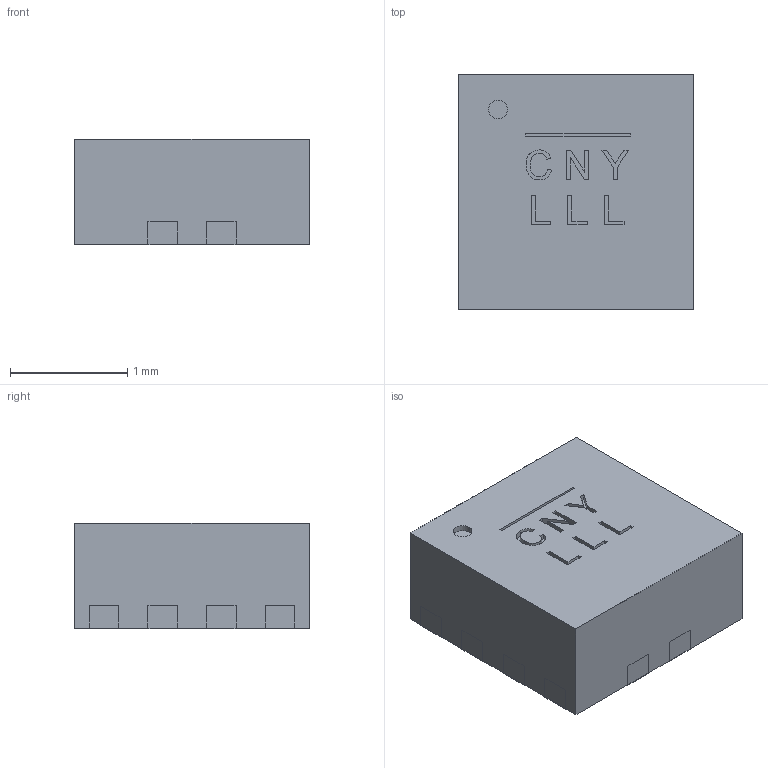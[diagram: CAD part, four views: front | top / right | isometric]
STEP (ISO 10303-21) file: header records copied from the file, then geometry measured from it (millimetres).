
FILE_DESCRIPTION (( 'STEP AP214' ), '1' );
FILE_NAME ('MP3422GG.STEP', '2019-12-26T15:53:25', ( '' ), ( '' ), 'SwSTEP 2.0', 'SolidWorks 2017', '' );
FILE_SCHEMA (( 'AUTOMOTIVE_DESIGN' ));
Length unit declared in the file: millimetre
Products named in the file (1): MP3422GG
Bounding box: 2 x 2 x 0.9 mm (x, y, z)
Volume: 3.6 mm3; surface area: 31.3 mm2
Topology: 24 solids, 24 shells, 679 faces, 1875 edges, 1244 vertices
Faces by surface type: plane 486, cylinder 183, bspline 10
Entity records: 22514 total; most frequent: CARTESIAN_POINT 4529, ORIENTED_EDGE 3750, DIRECTION 3577, EDGE_CURVE 1875, LINE 1473, VECTOR 1473, VERTEX_POINT 1244, AXIS2_PLACEMENT_3D 1052
